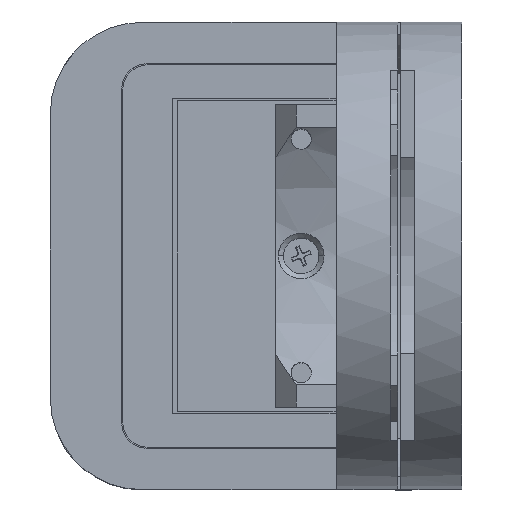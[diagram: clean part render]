
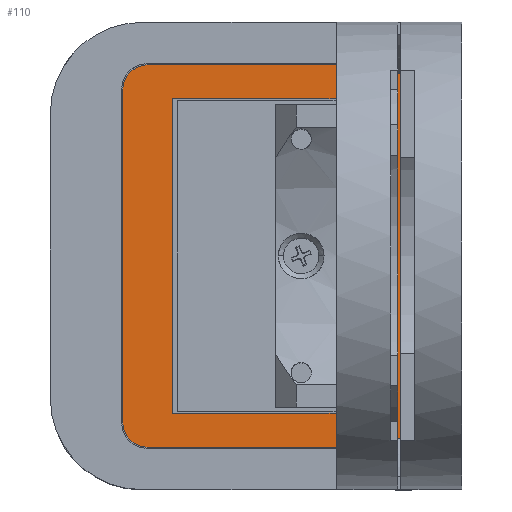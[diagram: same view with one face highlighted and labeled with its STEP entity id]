
A CAD part, top view. The second image highlights one B-rep face of the part: STEP entity #110.
In plain terms, the highlighted planar face has unit normal (0, 0, 1).
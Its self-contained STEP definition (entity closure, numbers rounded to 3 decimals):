
#110 = ADVANCED_FACE ( 'NONE', ( #4717, #4720 ), #677, .T. ) ;
#677 = PLANE ( 'NONE',  #20025 ) ;
#680 = CARTESIAN_POINT ( 'NONE',  ( 3.125, 143.441, 14.4 ) ) ;
#689 = DIRECTION ( 'NONE',  ( 0., 0., 1. ) ) ;
#691 = DIRECTION ( 'NONE',  ( 1., 0., 0. ) ) ;
#4202 = EDGE_CURVE ( 'NONE', #21880, #21878, #7453, .T. ) ;
#4208 = EDGE_CURVE ( 'NONE', #21879, #21880, #7455, .T. ) ;
#4214 = EDGE_CURVE ( 'NONE', #21874, #21879, #7461, .T. ) ;
#4220 = EDGE_CURVE ( 'NONE', #21882, #21874, #7466, .T. ) ;
#4226 = EDGE_CURVE ( 'NONE', #21871, #21882, #7471, .T. ) ;
#4232 = EDGE_CURVE ( 'NONE', #21870, #21871, #7476, .T. ) ;
#4238 = EDGE_CURVE ( 'NONE', #21868, #21870, #7481, .T. ) ;
#4244 = EDGE_CURVE ( 'NONE', #21878, #21868, #7486, .T. ) ;
#4267 = EDGE_CURVE ( 'NONE', #21866, #21858, #7507, .T. ) ;
#4268 = EDGE_CURVE ( 'NONE', #21860, #21866, #7491, .T. ) ;
#4269 = EDGE_CURVE ( 'NONE', #21848, #21860, #7509, .T. ) ;
#4270 = EDGE_CURVE ( 'NONE', #21849, #21848, #7511, .T. ) ;
#4271 = EDGE_CURVE ( 'NONE', #21859, #21849, #7512, .T. ) ;
#4272 = EDGE_CURVE ( 'NONE', #21847, #21859, #7514, .T. ) ;
#4273 = EDGE_CURVE ( 'NONE', #21846, #21847, #7515, .T. ) ;
#4274 = EDGE_CURVE ( 'NONE', #21845, #21846, #7517, .T. ) ;
#4275 = EDGE_CURVE ( 'NONE', #21844, #21845, #7519, .T. ) ;
#4276 = EDGE_CURVE ( 'NONE', #21858, #21844, #7521, .T. ) ;
#4717 = FACE_BOUND ( 'NONE', #14198, .T. ) ;
#4720 = FACE_OUTER_BOUND ( 'NONE', #14193, .T. ) ;
#6525 = ORIENTED_EDGE ( 'NONE', *, *, #4267, .F. ) ;
#6526 = ORIENTED_EDGE ( 'NONE', *, *, #4268, .F. ) ;
#6527 = ORIENTED_EDGE ( 'NONE', *, *, #4269, .F. ) ;
#6528 = ORIENTED_EDGE ( 'NONE', *, *, #4270, .F. ) ;
#6529 = ORIENTED_EDGE ( 'NONE', *, *, #4271, .F. ) ;
#6530 = ORIENTED_EDGE ( 'NONE', *, *, #4272, .F. ) ;
#6531 = ORIENTED_EDGE ( 'NONE', *, *, #4273, .F. ) ;
#6532 = ORIENTED_EDGE ( 'NONE', *, *, #4274, .F. ) ;
#6533 = ORIENTED_EDGE ( 'NONE', *, *, #4275, .F. ) ;
#6534 = ORIENTED_EDGE ( 'NONE', *, *, #4276, .F. ) ;
#6535 = ORIENTED_EDGE ( 'NONE', *, *, #4202, .T. ) ;
#6536 = ORIENTED_EDGE ( 'NONE', *, *, #4244, .T. ) ;
#6537 = ORIENTED_EDGE ( 'NONE', *, *, #4238, .T. ) ;
#6538 = ORIENTED_EDGE ( 'NONE', *, *, #4232, .T. ) ;
#6539 = ORIENTED_EDGE ( 'NONE', *, *, #4226, .T. ) ;
#6540 = ORIENTED_EDGE ( 'NONE', *, *, #4220, .T. ) ;
#6542 = ORIENTED_EDGE ( 'NONE', *, *, #4214, .T. ) ;
#6543 = ORIENTED_EDGE ( 'NONE', *, *, #4208, .T. ) ;
#7453 = CIRCLE ( 'NONE', #20644, 2.5 ) ;
#7455 = LINE ( 'NONE', #17113, #7458 ) ;
#7458 = VECTOR ( 'NONE', #17114, 1000. ) ;
#7461 = CIRCLE ( 'NONE', #20646, 2.5 ) ;
#7466 = LINE ( 'NONE', #17123, #7468 ) ;
#7468 = VECTOR ( 'NONE', #17119, 1000. ) ;
#7471 = CIRCLE ( 'NONE', #20648, 2.5 ) ;
#7476 = LINE ( 'NONE', #17138, #7478 ) ;
#7478 = VECTOR ( 'NONE', #17134, 1000. ) ;
#7481 = CIRCLE ( 'NONE', #20650, 2.5 ) ;
#7486 = LINE ( 'NONE', #17152, #7488 ) ;
#7488 = VECTOR ( 'NONE', #17148, 1000. ) ;
#7491 = CIRCLE ( 'NONE', #20654, 1.25 ) ;
#7507 = LINE ( 'NONE', #17180, #7510 ) ;
#7509 = LINE ( 'NONE', #17183, #7513 ) ;
#7510 = VECTOR ( 'NONE', #17182, 1000. ) ;
#7511 = CIRCLE ( 'NONE', #20655, 1.25 ) ;
#7512 = LINE ( 'NONE', #17190, #7516 ) ;
#7513 = VECTOR ( 'NONE', #17181, 1000. ) ;
#7514 = LINE ( 'NONE', #17189, #7518 ) ;
#7515 = LINE ( 'NONE', #17188, #7520 ) ;
#7516 = VECTOR ( 'NONE', #17187, 1000. ) ;
#7517 = LINE ( 'NONE', #17194, #7522 ) ;
#7518 = VECTOR ( 'NONE', #17195, 1000. ) ;
#7519 = LINE ( 'NONE', #17196, #7524 ) ;
#7520 = VECTOR ( 'NONE', #17197, 1000. ) ;
#7521 = LINE ( 'NONE', #17198, #7526 ) ;
#7522 = VECTOR ( 'NONE', #17199, 1000. ) ;
#7524 = VECTOR ( 'NONE', #17201, 1000. ) ;
#7526 = VECTOR ( 'NONE', #17202, 1000. ) ;
#9069 = CARTESIAN_POINT ( 'NONE',  ( 3.125, 143.441, 14.4 ) ) ;
#14193 = EDGE_LOOP ( 'NONE', ( #6535, #6536, #6537, #6538, #6539, #6540, #6542, #6543 ) ) ;
#14198 = EDGE_LOOP ( 'NONE', ( #6525, #6526, #6527, #6528, #6529, #6530, #6531, #6532, #6533, #6534 ) ) ;
#17106 = DIRECTION ( 'NONE',  ( 1., 0., 0. ) ) ;
#17113 = CARTESIAN_POINT ( 'NONE',  ( 26.375, 145.941, 14.4 ) ) ;
#17114 = DIRECTION ( 'NONE',  ( -1., 0., 0. ) ) ;
#17119 = DIRECTION ( 'NONE',  ( 0., 1., 0. ) ) ;
#17120 = CARTESIAN_POINT ( 'NONE',  ( 26.375, 143.441, 14.4 ) ) ;
#17121 = DIRECTION ( 'NONE',  ( 0., 0., 1. ) ) ;
#17122 = DIRECTION ( 'NONE',  ( 1., 0., 0. ) ) ;
#17123 = CARTESIAN_POINT ( 'NONE',  ( 28.875, 110.781, 14.4 ) ) ;
#17134 = DIRECTION ( 'NONE',  ( 1., 0., 0. ) ) ;
#17135 = CARTESIAN_POINT ( 'NONE',  ( 26.375, 110.781, 14.4 ) ) ;
#17136 = DIRECTION ( 'NONE',  ( 0., 0., 1. ) ) ;
#17137 = DIRECTION ( 'NONE',  ( 1., 0., 0. ) ) ;
#17138 = CARTESIAN_POINT ( 'NONE',  ( 3.125, 108.281, 14.4 ) ) ;
#17148 = DIRECTION ( 'NONE',  ( 0., -1., 0. ) ) ;
#17149 = CARTESIAN_POINT ( 'NONE',  ( 3.125, 110.781, 14.4 ) ) ;
#17150 = DIRECTION ( 'NONE',  ( 0., 0., 1. ) ) ;
#17151 = DIRECTION ( 'NONE',  ( -1., 0., 0. ) ) ;
#17152 = CARTESIAN_POINT ( 'NONE',  ( 0.625, 143.441, 14.4 ) ) ;
#17180 = CARTESIAN_POINT ( 'NONE',  ( 21.445, 133.751, 14.4 ) ) ;
#17181 = DIRECTION ( 'NONE',  ( 0., 1., 0. ) ) ;
#17182 = DIRECTION ( 'NONE',  ( 1., 0., 0. ) ) ;
#17183 = CARTESIAN_POINT ( 'NONE',  ( 20.195, 121.721, 14.4 ) ) ;
#17184 = CARTESIAN_POINT ( 'NONE',  ( 21.445, 132.501, 14.4 ) ) ;
#17185 = DIRECTION ( 'NONE',  ( 0., 0., -1. ) ) ;
#17186 = DIRECTION ( 'NONE',  ( -1., 0., 0. ) ) ;
#17187 = DIRECTION ( 'NONE',  ( -1., 0., 0. ) ) ;
#17188 = CARTESIAN_POINT ( 'NONE',  ( 5.515, 111.631, 14.4 ) ) ;
#17189 = CARTESIAN_POINT ( 'NONE',  ( 25.775, 111.631, 14.4 ) ) ;
#17190 = CARTESIAN_POINT ( 'NONE',  ( 25.775, 120.471, 14.4 ) ) ;
#17191 = CARTESIAN_POINT ( 'NONE',  ( 21.445, 121.721, 14.4 ) ) ;
#17192 = DIRECTION ( 'NONE',  ( 0., 0., -1. ) ) ;
#17193 = DIRECTION ( 'NONE',  ( 1., 0., 0. ) ) ;
#17194 = CARTESIAN_POINT ( 'NONE',  ( 5.515, 142.591, 14.4 ) ) ;
#17195 = DIRECTION ( 'NONE',  ( 0., 1., 0. ) ) ;
#17196 = CARTESIAN_POINT ( 'NONE',  ( 25.775, 142.591, 14.4 ) ) ;
#17197 = DIRECTION ( 'NONE',  ( 1., 0., 0. ) ) ;
#17198 = CARTESIAN_POINT ( 'NONE',  ( 25.775, 133.751, 14.4 ) ) ;
#17199 = DIRECTION ( 'NONE',  ( 0., -1., 0. ) ) ;
#17201 = DIRECTION ( 'NONE',  ( -1., 0., 0. ) ) ;
#17202 = DIRECTION ( 'NONE',  ( 0., 1., 0. ) ) ;
#18852 = DIRECTION ( 'NONE',  ( 0., 0., 1. ) ) ;
#20025 = AXIS2_PLACEMENT_3D ( 'NONE', #680, #689, #691 ) ;
#20644 = AXIS2_PLACEMENT_3D ( 'NONE', #9069, #18852, #17106 ) ;
#20646 = AXIS2_PLACEMENT_3D ( 'NONE', #17120, #17121, #17122 ) ;
#20648 = AXIS2_PLACEMENT_3D ( 'NONE', #17135, #17136, #17137 ) ;
#20650 = AXIS2_PLACEMENT_3D ( 'NONE', #17149, #17150, #17151 ) ;
#20654 = AXIS2_PLACEMENT_3D ( 'NONE', #17184, #17185, #17186 ) ;
#20655 = AXIS2_PLACEMENT_3D ( 'NONE', #17191, #17192, #17193 ) ;
#21305 = CARTESIAN_POINT ( 'NONE',  ( 21.445, 120.471, 14.4 ) ) ;
#21333 = CARTESIAN_POINT ( 'NONE',  ( 25.775, 111.631, 14.4 ) ) ;
#21334 = CARTESIAN_POINT ( 'NONE',  ( 25.775, 142.591, 14.4 ) ) ;
#21335 = CARTESIAN_POINT ( 'NONE',  ( 5.515, 142.591, 14.4 ) ) ;
#21336 = CARTESIAN_POINT ( 'NONE',  ( 5.515, 111.631, 14.4 ) ) ;
#21337 = CARTESIAN_POINT ( 'NONE',  ( 20.195, 121.721, 14.4 ) ) ;
#21346 = CARTESIAN_POINT ( 'NONE',  ( 25.775, 133.751, 14.4 ) ) ;
#21347 = CARTESIAN_POINT ( 'NONE',  ( 25.775, 120.471, 14.4 ) ) ;
#21348 = CARTESIAN_POINT ( 'NONE',  ( 20.195, 132.501, 14.4 ) ) ;
#21354 = CARTESIAN_POINT ( 'NONE',  ( 21.445, 133.751, 14.4 ) ) ;
#21356 = CARTESIAN_POINT ( 'NONE',  ( 0.625, 110.781, 14.4 ) ) ;
#21358 = CARTESIAN_POINT ( 'NONE',  ( 3.125, 108.281, 14.4 ) ) ;
#21359 = CARTESIAN_POINT ( 'NONE',  ( 26.375, 108.281, 14.4 ) ) ;
#21362 = CARTESIAN_POINT ( 'NONE',  ( 28.875, 143.441, 14.4 ) ) ;
#21366 = CARTESIAN_POINT ( 'NONE',  ( 0.625, 143.441, 14.4 ) ) ;
#21367 = CARTESIAN_POINT ( 'NONE',  ( 26.375, 145.941, 14.4 ) ) ;
#21368 = CARTESIAN_POINT ( 'NONE',  ( 3.125, 145.941, 14.4 ) ) ;
#21370 = CARTESIAN_POINT ( 'NONE',  ( 28.875, 110.781, 14.4 ) ) ;
#21844 = VERTEX_POINT ( 'NONE', #21334 ) ;
#21845 = VERTEX_POINT ( 'NONE', #21335 ) ;
#21846 = VERTEX_POINT ( 'NONE', #21336 ) ;
#21847 = VERTEX_POINT ( 'NONE', #21333 ) ;
#21848 = VERTEX_POINT ( 'NONE', #21337 ) ;
#21849 = VERTEX_POINT ( 'NONE', #21305 ) ;
#21858 = VERTEX_POINT ( 'NONE', #21346 ) ;
#21859 = VERTEX_POINT ( 'NONE', #21347 ) ;
#21860 = VERTEX_POINT ( 'NONE', #21348 ) ;
#21866 = VERTEX_POINT ( 'NONE', #21354 ) ;
#21868 = VERTEX_POINT ( 'NONE', #21356 ) ;
#21870 = VERTEX_POINT ( 'NONE', #21358 ) ;
#21871 = VERTEX_POINT ( 'NONE', #21359 ) ;
#21874 = VERTEX_POINT ( 'NONE', #21362 ) ;
#21878 = VERTEX_POINT ( 'NONE', #21366 ) ;
#21879 = VERTEX_POINT ( 'NONE', #21367 ) ;
#21880 = VERTEX_POINT ( 'NONE', #21368 ) ;
#21882 = VERTEX_POINT ( 'NONE', #21370 ) ;
